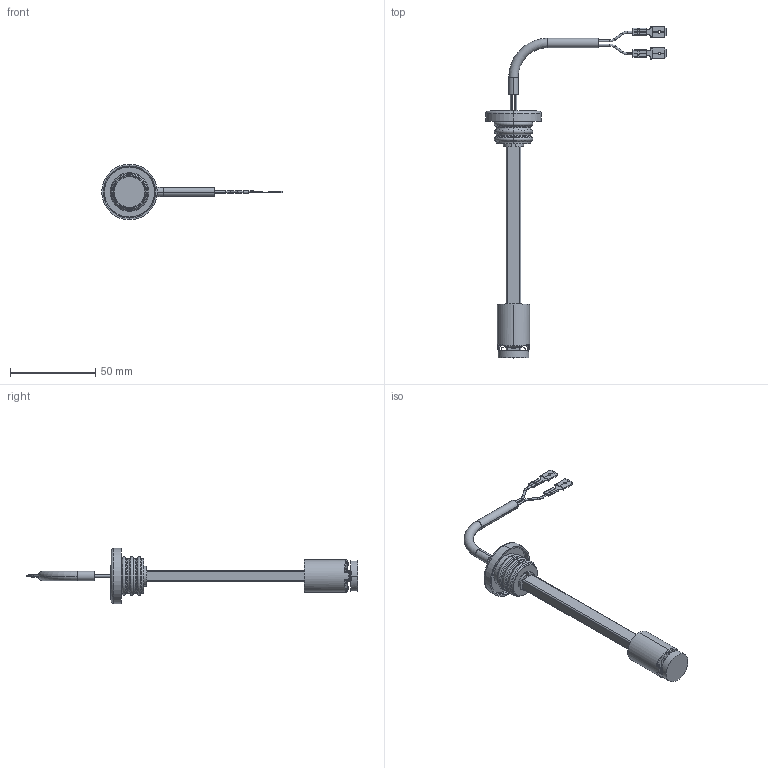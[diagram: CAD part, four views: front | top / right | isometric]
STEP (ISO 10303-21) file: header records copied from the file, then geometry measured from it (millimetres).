
FILE_DESCRIPTION (( 'STEP AP214' ), '1' );
FILE_NAME ('SRG.STEP', '2020-02-03T12:52:57', ( '' ), ( '' ), 'SwSTEP 2.0', 'SolidWorks 2019', '' );
FILE_SCHEMA (( 'AUTOMOTIVE_DESIGN' ));
Length unit declared in the file: millimetre
Products named in the file (1): SRG
Bounding box: 105.75 x 194.45 x 32.5 mm (x, y, z)
Surface area: 13998.9 mm2 (no closed solid volume)
Topology: 0 solids, 23 shells, 372 faces, 1352 edges, 964 vertices
Faces by surface type: plane 204, cylinder 84, torus 44, bspline 24, cone 12, sphere 4
Entity records: 19685 total; most frequent: CARTESIAN_POINT 4417, DIRECTION 2278, ORIENTED_EDGE 2090, EDGE_CURVE 1344, VERTEX_POINT 960, VECTOR 884, LINE 884, AXIS2_PLACEMENT_3D 697
